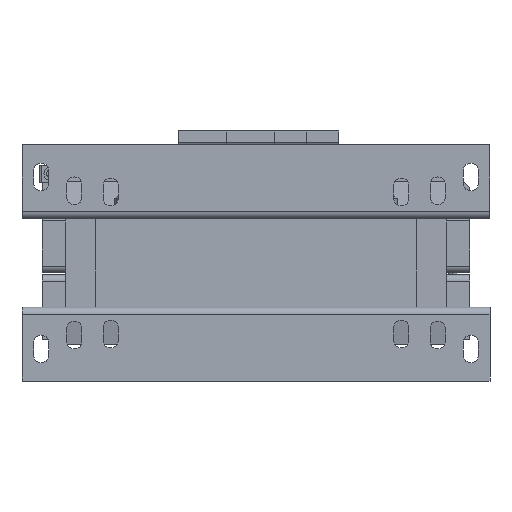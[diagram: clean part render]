
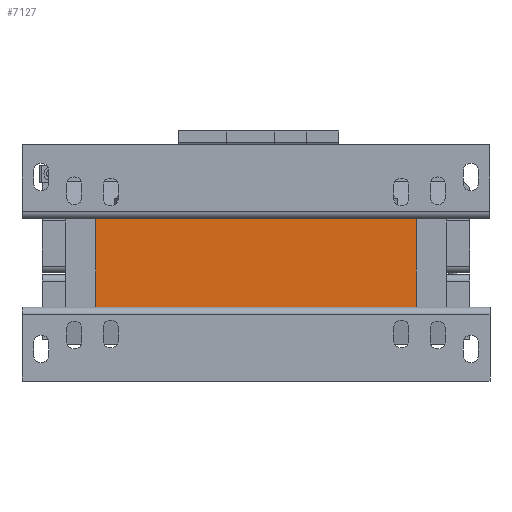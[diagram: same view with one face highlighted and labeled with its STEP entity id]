
A CAD part, front view. The second image highlights one B-rep face of the part: STEP entity #7127.
In plain terms, the highlighted planar face has unit normal (0, -1, 0).
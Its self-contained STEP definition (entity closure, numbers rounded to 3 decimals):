
#7 = VERTEX_POINT ( 'NONE', #11986 ) ;
#23 = CARTESIAN_POINT ( 'NONE',  ( -75., -75.001, 20.75 ) ) ;
#409 = VECTOR ( 'NONE', #10203, 1000. ) ;
#597 = LINE ( 'NONE', #23, #3978 ) ;
#1101 = FACE_OUTER_BOUND ( 'NONE', #16102, .T. ) ;
#1546 = EDGE_CURVE ( 'NONE', #7, #1887, #6075, .T. ) ;
#1719 = ORIENTED_EDGE ( 'NONE', *, *, #10899, .F. ) ;
#1887 = VERTEX_POINT ( 'NONE', #5155 ) ;
#2053 = VERTEX_POINT ( 'NONE', #9994 ) ;
#3037 = EDGE_CURVE ( 'NONE', #2053, #3275, #18469, .T. ) ;
#3275 = VERTEX_POINT ( 'NONE', #6163 ) ;
#3587 = DIRECTION ( 'NONE',  ( 0., 0., -1. ) ) ;
#3978 = VECTOR ( 'NONE', #10242, 1000. ) ;
#5155 = CARTESIAN_POINT ( 'NONE',  ( -75., -75.001, -20.75 ) ) ;
#5167 = ORIENTED_EDGE ( 'NONE', *, *, #3037, .F. ) ;
#5637 = AXIS2_PLACEMENT_3D ( 'NONE', #8295, #9796, #12712 ) ;
#6075 = LINE ( 'NONE', #15985, #409 ) ;
#6163 = CARTESIAN_POINT ( 'NONE',  ( 75., -75.001, -20.75 ) ) ;
#7127 = ADVANCED_FACE ( 'NONE', ( #1101 ), #15698, .F. ) ;
#7277 = CARTESIAN_POINT ( 'NONE',  ( -75., -75.001, -20.75 ) ) ;
#7284 = EDGE_CURVE ( 'NONE', #1887, #3275, #8404, .T. ) ;
#8295 = CARTESIAN_POINT ( 'NONE',  ( -75., -75.001, 20.75 ) ) ;
#8404 = LINE ( 'NONE', #7277, #15398 ) ;
#8818 = ORIENTED_EDGE ( 'NONE', *, *, #7284, .T. ) ;
#9796 = DIRECTION ( 'NONE',  ( 0., 1., 0. ) ) ;
#9994 = CARTESIAN_POINT ( 'NONE',  ( 75., -75.001, 20.75 ) ) ;
#10203 = DIRECTION ( 'NONE',  ( 0., 0., -1. ) ) ;
#10242 = DIRECTION ( 'NONE',  ( 1., 0., 0. ) ) ;
#10744 = VECTOR ( 'NONE', #3587, 1000. ) ;
#10899 = EDGE_CURVE ( 'NONE', #7, #2053, #597, .T. ) ;
#11627 = DIRECTION ( 'NONE',  ( 1., 0., 0. ) ) ;
#11986 = CARTESIAN_POINT ( 'NONE',  ( -75., -75.001, 20.75 ) ) ;
#12230 = CARTESIAN_POINT ( 'NONE',  ( 75., -75.001, 20.75 ) ) ;
#12712 = DIRECTION ( 'NONE',  ( 0., 0., 1. ) ) ;
#15398 = VECTOR ( 'NONE', #11627, 1000. ) ;
#15698 = PLANE ( 'NONE',  #5637 ) ;
#15985 = CARTESIAN_POINT ( 'NONE',  ( -75., -75.001, 20.75 ) ) ;
#16102 = EDGE_LOOP ( 'NONE', ( #8818, #5167, #1719, #18101 ) ) ;
#18101 = ORIENTED_EDGE ( 'NONE', *, *, #1546, .T. ) ;
#18469 = LINE ( 'NONE', #12230, #10744 ) ;
